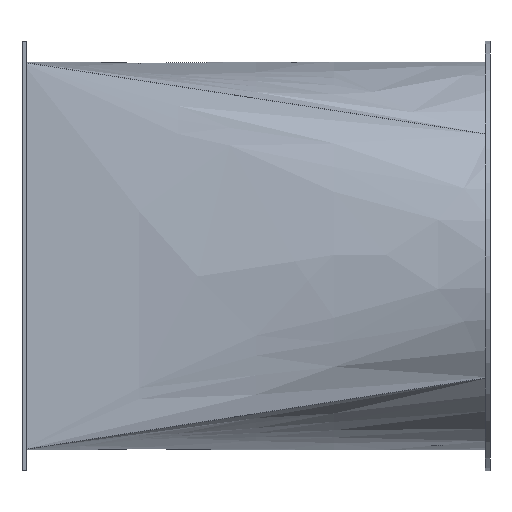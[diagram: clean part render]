
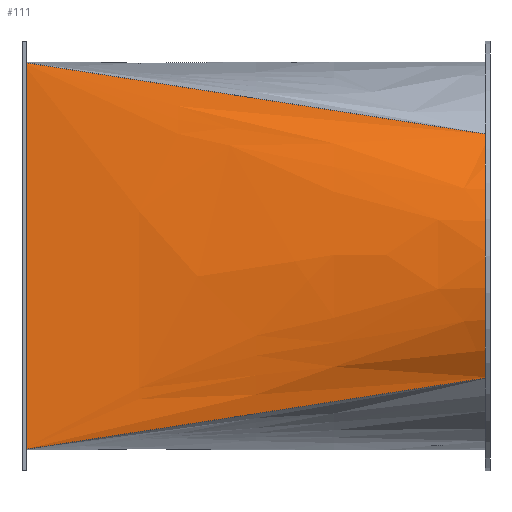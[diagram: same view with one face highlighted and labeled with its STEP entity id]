
A CAD part, front view. The second image highlights one B-rep face of the part: STEP entity #111.
In plain terms, the highlighted free-form (B-spline) face has degree [9, 1] with [10, 2] control points.
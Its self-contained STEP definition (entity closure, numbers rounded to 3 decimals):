
#47 = EDGE_CURVE('',#48,#50,#52,.T.);
#48 = VERTEX_POINT('',#49);
#49 = CARTESIAN_POINT('',(0.,-253.,203.));
#50 = VERTEX_POINT('',#51);
#51 = CARTESIAN_POINT('',(490.,-158.333,127.042));
#52 = B_SPLINE_CURVE_WITH_KNOTS('',1,(#53,#54),.UNSPECIFIED.,.F.,.F.,(2,
    2),(0.,490.),.PIECEWISE_BEZIER_KNOTS.);
#53 = CARTESIAN_POINT('',(0.,-253.,203.));
#54 = CARTESIAN_POINT('',(490.,-158.333,127.042));
#111 = ADVANCED_FACE('',(#112),#150,.F.);
#112 = FACE_BOUND('',#113,.F.);
#113 = EDGE_LOOP('',(#114,#123,#136,#137));
#114 = ORIENTED_EDGE('',*,*,#115,.F.);
#115 = EDGE_CURVE('',#116,#118,#120,.T.);
#116 = VERTEX_POINT('',#117);
#117 = CARTESIAN_POINT('',(0.,-253.,-203.));
#118 = VERTEX_POINT('',#119);
#119 = CARTESIAN_POINT('',(490.,-158.333,-127.042));
#120 = B_SPLINE_CURVE_WITH_KNOTS('',1,(#121,#122),.UNSPECIFIED.,.F.,.F.,
  (2,2),(0.,490.),.PIECEWISE_BEZIER_KNOTS.);
#121 = CARTESIAN_POINT('',(0.,-253.,-203.));
#122 = CARTESIAN_POINT('',(490.,-158.333,-127.042));
#123 = ORIENTED_EDGE('',*,*,#124,.T.);
#124 = EDGE_CURVE('',#116,#48,#125,.T.);
#125 = B_SPLINE_CURVE_WITH_KNOTS('',9,(#126,#127,#128,#129,#130,#131,
    #132,#133,#134,#135),.UNSPECIFIED.,.F.,.F.,(10,10),(4.,5.),
  .PIECEWISE_BEZIER_KNOTS.);
#126 = CARTESIAN_POINT('',(0.,-253.,-203.));
#127 = CARTESIAN_POINT('',(0.,-253.,-157.889));
#128 = CARTESIAN_POINT('',(0.,-253.,-112.778));
#129 = CARTESIAN_POINT('',(0.,-253.,-67.667));
#130 = CARTESIAN_POINT('',(0.,-253.,-22.556));
#131 = CARTESIAN_POINT('',(0.,-253.,22.556));
#132 = CARTESIAN_POINT('',(0.,-253.,67.667));
#133 = CARTESIAN_POINT('',(0.,-253.,112.778));
#134 = CARTESIAN_POINT('',(0.,-253.,157.889));
#135 = CARTESIAN_POINT('',(0.,-253.,203.));
#136 = ORIENTED_EDGE('',*,*,#47,.T.);
#137 = ORIENTED_EDGE('',*,*,#138,.F.);
#138 = EDGE_CURVE('',#118,#50,#139,.T.);
#139 = B_SPLINE_CURVE_WITH_KNOTS('',9,(#140,#141,#142,#143,#144,#145,
    #146,#147,#148,#149),.UNSPECIFIED.,.F.,.F.,(10,10),(4.,5.),
  .PIECEWISE_BEZIER_KNOTS.);
#140 = CARTESIAN_POINT('',(490.,-158.333,-127.042));
#141 = CARTESIAN_POINT('',(490.,-177.423,-103.25));
#142 = CARTESIAN_POINT('',(490.,-192.491,-76.232));
#143 = CARTESIAN_POINT('',(490.,-202.913,-46.763));
#144 = CARTESIAN_POINT('',(490.,-208.242,-15.762));
#145 = CARTESIAN_POINT('',(490.,-208.242,15.762));
#146 = CARTESIAN_POINT('',(490.,-202.913,46.763));
#147 = CARTESIAN_POINT('',(490.,-192.491,76.232));
#148 = CARTESIAN_POINT('',(490.,-177.423,103.25));
#149 = CARTESIAN_POINT('',(490.,-158.333,127.042));
#150 = B_SPLINE_SURFACE_WITH_KNOTS('',9,1,(
    (#151,#152)
    ,(#153,#154)
    ,(#155,#156)
    ,(#157,#158)
    ,(#159,#160)
    ,(#161,#162)
    ,(#163,#164)
    ,(#165,#166)
    ,(#167,#168)
    ,(#169,#170
    )),.UNSPECIFIED.,.F.,.F.,.F.,(10,10),(2,2),(4.,5.),(0.,490.),
  .PIECEWISE_BEZIER_KNOTS.);
#151 = CARTESIAN_POINT('',(0.,-253.,-203.));
#152 = CARTESIAN_POINT('',(490.,-158.333,-127.042));
#153 = CARTESIAN_POINT('',(0.,-253.,-157.889));
#154 = CARTESIAN_POINT('',(490.,-177.423,-103.25));
#155 = CARTESIAN_POINT('',(0.,-253.,-112.778));
#156 = CARTESIAN_POINT('',(490.,-192.491,-76.232));
#157 = CARTESIAN_POINT('',(0.,-253.,-67.667));
#158 = CARTESIAN_POINT('',(490.,-202.913,-46.763));
#159 = CARTESIAN_POINT('',(0.,-253.,-22.556));
#160 = CARTESIAN_POINT('',(490.,-208.242,-15.762));
#161 = CARTESIAN_POINT('',(0.,-253.,22.556));
#162 = CARTESIAN_POINT('',(490.,-208.242,15.762));
#163 = CARTESIAN_POINT('',(0.,-253.,67.667));
#164 = CARTESIAN_POINT('',(490.,-202.913,46.763));
#165 = CARTESIAN_POINT('',(0.,-253.,112.778));
#166 = CARTESIAN_POINT('',(490.,-192.491,76.232));
#167 = CARTESIAN_POINT('',(0.,-253.,157.889));
#168 = CARTESIAN_POINT('',(490.,-177.423,103.25));
#169 = CARTESIAN_POINT('',(0.,-253.,203.));
#170 = CARTESIAN_POINT('',(490.,-158.333,127.042));
